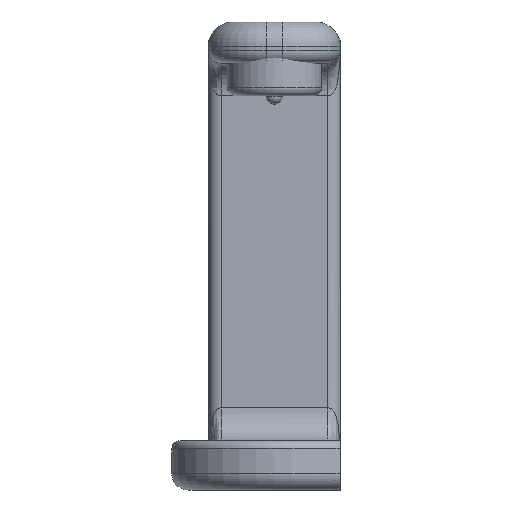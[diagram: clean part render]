
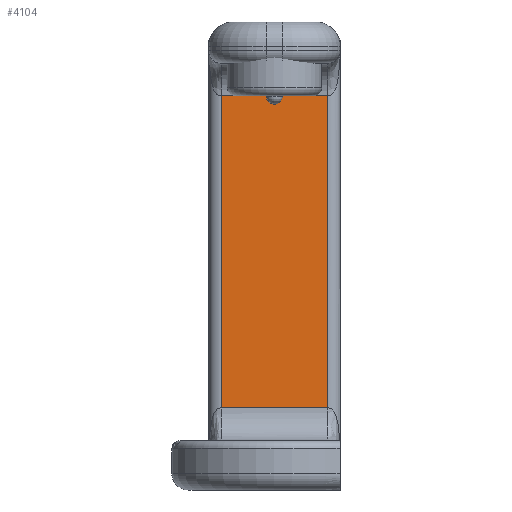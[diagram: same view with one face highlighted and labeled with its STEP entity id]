
A CAD part, left-side view. The second image highlights one B-rep face of the part: STEP entity #4104.
In plain terms, the highlighted planar face has unit normal (-1, 0, 0).
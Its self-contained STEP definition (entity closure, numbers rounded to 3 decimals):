
#2249 = CYLINDRICAL_SURFACE('',#2250,1.5);
#2250 = AXIS2_PLACEMENT_3D('',#2251,#2252,#2253);
#2251 = CARTESIAN_POINT('',(28.5,-5.5,-12.));
#2252 = DIRECTION('',(0.,0.,1.));
#2253 = DIRECTION('',(0.,-1.,0.));
#2775 = VERTEX_POINT('',#2776);
#2776 = CARTESIAN_POINT('',(27.,-5.5,-6.));
#2922 = EDGE_CURVE('',#2775,#2923,#2925,.T.);
#2923 = VERTEX_POINT('',#2924);
#2924 = CARTESIAN_POINT('',(27.,-5.5,32.));
#2925 = SURFACE_CURVE('',#2926,(#2930,#2937),.PCURVE_S1.);
#2926 = LINE('',#2927,#2928);
#2927 = CARTESIAN_POINT('',(27.,-5.5,-12.));
#2928 = VECTOR('',#2929,1.);
#2929 = DIRECTION('',(0.,0.,1.));
#2930 = PCURVE('',#2249,#2931);
#2931 = DEFINITIONAL_REPRESENTATION('',(#2932),#2936);
#2932 = LINE('',#2933,#2934);
#2933 = CARTESIAN_POINT('',(-1.571,0.));
#2934 = VECTOR('',#2935,1.);
#2935 = DIRECTION('',(-0.,1.));
#2936 = ( GEOMETRIC_REPRESENTATION_CONTEXT(2) 
PARAMETRIC_REPRESENTATION_CONTEXT() REPRESENTATION_CONTEXT('2D SPACE',''
  ) );
#2937 = PCURVE('',#2938,#2943);
#2938 = PLANE('',#2939);
#2939 = AXIS2_PLACEMENT_3D('',#2940,#2941,#2942);
#2940 = CARTESIAN_POINT('',(27.,-7.,-15.));
#2941 = DIRECTION('',(1.,0.,0.));
#2942 = DIRECTION('',(0.,1.,0.));
#2943 = DEFINITIONAL_REPRESENTATION('',(#2944),#2948);
#2944 = LINE('',#2945,#2946);
#2945 = CARTESIAN_POINT('',(1.5,3.));
#2946 = VECTOR('',#2947,1.);
#2947 = DIRECTION('',(0.,1.));
#2948 = ( GEOMETRIC_REPRESENTATION_CONTEXT(2) 
PARAMETRIC_REPRESENTATION_CONTEXT() REPRESENTATION_CONTEXT('2D SPACE',''
  ) );
#4085 = CYLINDRICAL_SURFACE('',#4086,4.);
#4086 = AXIS2_PLACEMENT_3D('',#4087,#4088,#4089);
#4087 = CARTESIAN_POINT('',(23.,-5.5,32.));
#4088 = DIRECTION('',(0.,1.,0.));
#4089 = DIRECTION('',(1.,0.,0.));
#4104 = ADVANCED_FACE('',(#4105),#2938,.F.);
#4105 = FACE_BOUND('',#4106,.F.);
#4106 = EDGE_LOOP('',(#4107,#4108,#4136,#4164));
#4107 = ORIENTED_EDGE('',*,*,#2922,.F.);
#4108 = ORIENTED_EDGE('',*,*,#4109,.T.);
#4109 = EDGE_CURVE('',#2775,#4110,#4112,.T.);
#4110 = VERTEX_POINT('',#4111);
#4111 = CARTESIAN_POINT('',(27.,7.5,-6.));
#4112 = SURFACE_CURVE('',#4113,(#4117,#4124),.PCURVE_S1.);
#4113 = LINE('',#4114,#4115);
#4114 = CARTESIAN_POINT('',(27.,-5.5,-6.));
#4115 = VECTOR('',#4116,1.);
#4116 = DIRECTION('',(0.,1.,0.));
#4117 = PCURVE('',#2938,#4118);
#4118 = DEFINITIONAL_REPRESENTATION('',(#4119),#4123);
#4119 = LINE('',#4120,#4121);
#4120 = CARTESIAN_POINT('',(1.5,9.));
#4121 = VECTOR('',#4122,1.);
#4122 = DIRECTION('',(1.,0.));
#4123 = ( GEOMETRIC_REPRESENTATION_CONTEXT(2) 
PARAMETRIC_REPRESENTATION_CONTEXT() REPRESENTATION_CONTEXT('2D SPACE',''
  ) );
#4124 = PCURVE('',#4125,#4130);
#4125 = CYLINDRICAL_SURFACE('',#4126,4.);
#4126 = AXIS2_PLACEMENT_3D('',#4127,#4128,#4129);
#4127 = CARTESIAN_POINT('',(23.,-5.5,-6.));
#4128 = DIRECTION('',(0.,1.,0.));
#4129 = DIRECTION('',(1.,0.,0.));
#4130 = DEFINITIONAL_REPRESENTATION('',(#4131),#4135);
#4131 = LINE('',#4132,#4133);
#4132 = CARTESIAN_POINT('',(0.,0.));
#4133 = VECTOR('',#4134,1.);
#4134 = DIRECTION('',(0.,1.));
#4135 = ( GEOMETRIC_REPRESENTATION_CONTEXT(2) 
PARAMETRIC_REPRESENTATION_CONTEXT() REPRESENTATION_CONTEXT('2D SPACE',''
  ) );
#4136 = ORIENTED_EDGE('',*,*,#4137,.F.);
#4137 = EDGE_CURVE('',#4138,#4110,#4140,.T.);
#4138 = VERTEX_POINT('',#4139);
#4139 = CARTESIAN_POINT('',(27.,7.5,32.));
#4140 = SURFACE_CURVE('',#4141,(#4145,#4152),.PCURVE_S1.);
#4141 = LINE('',#4142,#4143);
#4142 = CARTESIAN_POINT('',(27.,7.5,37.));
#4143 = VECTOR('',#4144,1.);
#4144 = DIRECTION('',(-0.,-0.,-1.));
#4145 = PCURVE('',#2938,#4146);
#4146 = DEFINITIONAL_REPRESENTATION('',(#4147),#4151);
#4147 = LINE('',#4148,#4149);
#4148 = CARTESIAN_POINT('',(14.5,52.));
#4149 = VECTOR('',#4150,1.);
#4150 = DIRECTION('',(-0.,-1.));
#4151 = ( GEOMETRIC_REPRESENTATION_CONTEXT(2) 
PARAMETRIC_REPRESENTATION_CONTEXT() REPRESENTATION_CONTEXT('2D SPACE',''
  ) );
#4152 = PCURVE('',#4153,#4158);
#4153 = CYLINDRICAL_SURFACE('',#4154,1.5);
#4154 = AXIS2_PLACEMENT_3D('',#4155,#4156,#4157);
#4155 = CARTESIAN_POINT('',(28.5,7.5,37.));
#4156 = DIRECTION('',(-0.,-0.,-1.));
#4157 = DIRECTION('',(0.,1.,0.));
#4158 = DEFINITIONAL_REPRESENTATION('',(#4159),#4163);
#4159 = LINE('',#4160,#4161);
#4160 = CARTESIAN_POINT('',(-1.571,0.));
#4161 = VECTOR('',#4162,1.);
#4162 = DIRECTION('',(-0.,1.));
#4163 = ( GEOMETRIC_REPRESENTATION_CONTEXT(2) 
PARAMETRIC_REPRESENTATION_CONTEXT() REPRESENTATION_CONTEXT('2D SPACE',''
  ) );
#4164 = ORIENTED_EDGE('',*,*,#4165,.F.);
#4165 = EDGE_CURVE('',#2923,#4138,#4166,.T.);
#4166 = SURFACE_CURVE('',#4167,(#4171,#4178),.PCURVE_S1.);
#4167 = LINE('',#4168,#4169);
#4168 = CARTESIAN_POINT('',(27.,-5.5,32.));
#4169 = VECTOR('',#4170,1.);
#4170 = DIRECTION('',(0.,1.,0.));
#4171 = PCURVE('',#2938,#4172);
#4172 = DEFINITIONAL_REPRESENTATION('',(#4173),#4177);
#4173 = LINE('',#4174,#4175);
#4174 = CARTESIAN_POINT('',(1.5,47.));
#4175 = VECTOR('',#4176,1.);
#4176 = DIRECTION('',(1.,0.));
#4177 = ( GEOMETRIC_REPRESENTATION_CONTEXT(2) 
PARAMETRIC_REPRESENTATION_CONTEXT() REPRESENTATION_CONTEXT('2D SPACE',''
  ) );
#4178 = PCURVE('',#4085,#4179);
#4179 = DEFINITIONAL_REPRESENTATION('',(#4180),#4184);
#4180 = LINE('',#4181,#4182);
#4181 = CARTESIAN_POINT('',(-0.,0.));
#4182 = VECTOR('',#4183,1.);
#4183 = DIRECTION('',(-0.,1.));
#4184 = ( GEOMETRIC_REPRESENTATION_CONTEXT(2) 
PARAMETRIC_REPRESENTATION_CONTEXT() REPRESENTATION_CONTEXT('2D SPACE',''
  ) );
